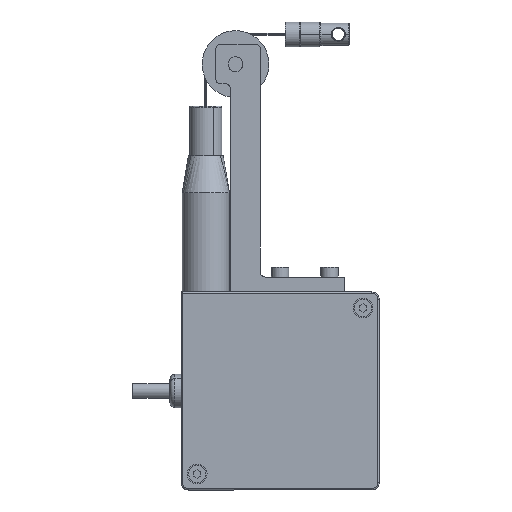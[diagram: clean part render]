
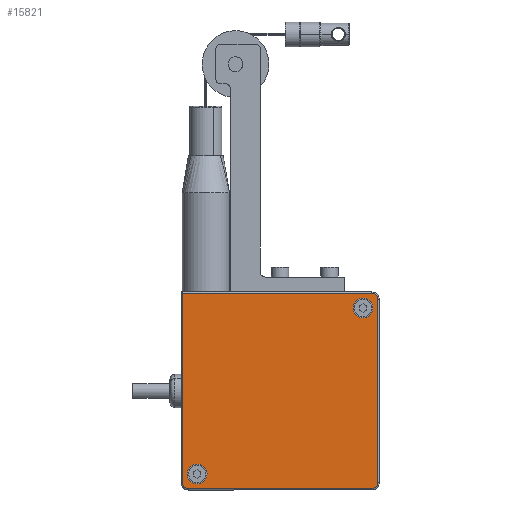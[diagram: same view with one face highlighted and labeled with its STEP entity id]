
A CAD part, front view. The second image highlights one B-rep face of the part: STEP entity #15821.
In plain terms, the highlighted planar face has unit normal (0, -1, 0).
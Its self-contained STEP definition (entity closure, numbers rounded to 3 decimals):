
#15334=CARTESIAN_POINT('Axis2P3D Location',(-33.5,-14.,33.5)) ;
#15338=CARTESIAN_POINT('Vertex',(-29.99,-14.,31.582)) ;
#15340=CARTESIAN_POINT('Vertex',(-37.01,-14.,35.418)) ;
#15360=CARTESIAN_POINT('Axis2P3D Location',(-33.5,-14.,33.5)) ;
#15414=CARTESIAN_POINT('Axis2P3D Location',(33.5,-14.,-33.5)) ;
#15418=CARTESIAN_POINT('Vertex',(29.99,-14.,-31.582)) ;
#15420=CARTESIAN_POINT('Vertex',(37.01,-14.,-35.418)) ;
#15440=CARTESIAN_POINT('Axis2P3D Location',(33.5,-14.,-33.5)) ;
#15750=CARTESIAN_POINT('Axis2P3D Location',(0.,-14.,0.)) ;
#15755=CARTESIAN_POINT('Line Origine',(1.25,-14.,39.5)) ;
#15759=CARTESIAN_POINT('Vertex',(-37.,-14.,39.5)) ;
#15761=CARTESIAN_POINT('Vertex',(39.5,-14.,39.5)) ;
#15764=CARTESIAN_POINT('Axis2P3D Location',(-37.,-14.,37.)) ;
#15768=CARTESIAN_POINT('Vertex',(-39.5,-14.,37.)) ;
#15771=CARTESIAN_POINT('Line Origine',(-39.5,-14.,0.)) ;
#15775=CARTESIAN_POINT('Vertex',(-39.5,-14.,-37.)) ;
#15778=CARTESIAN_POINT('Axis2P3D Location',(-37.,-14.,-37.)) ;
#15782=CARTESIAN_POINT('Vertex',(-37.,-14.,-39.5)) ;
#15785=CARTESIAN_POINT('Line Origine',(0.,-14.,-39.5)) ;
#15789=CARTESIAN_POINT('Vertex',(37.,-14.,-39.5)) ;
#15792=CARTESIAN_POINT('Axis2P3D Location',(37.,-14.,-37.)) ;
#15796=CARTESIAN_POINT('Vertex',(39.5,-14.,-37.)) ;
#15799=CARTESIAN_POINT('Line Origine',(39.5,-14.,1.25)) ;
#15335=DIRECTION('Axis2P3D Direction',(-0.,1.,0.)) ;
#15361=DIRECTION('Axis2P3D Direction',(-0.,1.,0.)) ;
#15415=DIRECTION('Axis2P3D Direction',(-0.,1.,0.)) ;
#15441=DIRECTION('Axis2P3D Direction',(-0.,1.,0.)) ;
#15751=DIRECTION('Axis2P3D Direction',(0.,1.,0.)) ;
#15752=DIRECTION('Axis2P3D XDirection',(0.,0.,1.)) ;
#15756=DIRECTION('Vector Direction',(-1.,0.,0.)) ;
#15765=DIRECTION('Axis2P3D Direction',(0.,1.,0.)) ;
#15772=DIRECTION('Vector Direction',(0.,0.,-1.)) ;
#15779=DIRECTION('Axis2P3D Direction',(0.,1.,0.)) ;
#15786=DIRECTION('Vector Direction',(1.,0.,0.)) ;
#15793=DIRECTION('Axis2P3D Direction',(0.,1.,0.)) ;
#15800=DIRECTION('Vector Direction',(0.,0.,1.)) ;
#15336=AXIS2_PLACEMENT_3D('Circle Axis2P3D',#15334,#15335,$) ;
#15362=AXIS2_PLACEMENT_3D('Circle Axis2P3D',#15360,#15361,$) ;
#15416=AXIS2_PLACEMENT_3D('Circle Axis2P3D',#15414,#15415,$) ;
#15442=AXIS2_PLACEMENT_3D('Circle Axis2P3D',#15440,#15441,$) ;
#15753=AXIS2_PLACEMENT_3D('Plane Axis2P3D',#15750,#15751,#15752) ;
#15766=AXIS2_PLACEMENT_3D('Circle Axis2P3D',#15764,#15765,$) ;
#15780=AXIS2_PLACEMENT_3D('Circle Axis2P3D',#15778,#15779,$) ;
#15794=AXIS2_PLACEMENT_3D('Circle Axis2P3D',#15792,#15793,$) ;
#15805=ORIENTED_EDGE('',*,*,#15763,.F.) ;
#15806=ORIENTED_EDGE('',*,*,#15770,.F.) ;
#15807=ORIENTED_EDGE('',*,*,#15777,.F.) ;
#15808=ORIENTED_EDGE('',*,*,#15784,.F.) ;
#15809=ORIENTED_EDGE('',*,*,#15791,.F.) ;
#15810=ORIENTED_EDGE('',*,*,#15798,.F.) ;
#15811=ORIENTED_EDGE('',*,*,#15803,.F.) ;
#15814=ORIENTED_EDGE('',*,*,#15444,.T.) ;
#15815=ORIENTED_EDGE('',*,*,#15422,.T.) ;
#15818=ORIENTED_EDGE('',*,*,#15364,.T.) ;
#15819=ORIENTED_EDGE('',*,*,#15342,.T.) ;
#15816=FACE_BOUND('',#15813,.T.) ;
#15820=FACE_BOUND('',#15817,.T.) ;
#15757=VECTOR('Line Direction',#15756,1.) ;
#15773=VECTOR('Line Direction',#15772,1.) ;
#15787=VECTOR('Line Direction',#15786,1.) ;
#15801=VECTOR('Line Direction',#15800,1.) ;
#15821=ADVANCED_FACE('\X2\96F64EF651E04F554F53\X0\',(#15812,#15816,#15820),#15754,.F.) ;
#15337=CIRCLE('generated circle',#15336,4.) ;
#15363=CIRCLE('generated circle',#15362,4.) ;
#15417=CIRCLE('generated circle',#15416,4.) ;
#15443=CIRCLE('generated circle',#15442,4.) ;
#15767=CIRCLE('generated circle',#15766,2.5) ;
#15781=CIRCLE('generated circle',#15780,2.5) ;
#15795=CIRCLE('generated circle',#15794,2.5) ;
#15342=EDGE_CURVE('',#15339,#15341,#15337,.T.) ;
#15364=EDGE_CURVE('',#15341,#15339,#15363,.T.) ;
#15422=EDGE_CURVE('',#15419,#15421,#15417,.T.) ;
#15444=EDGE_CURVE('',#15421,#15419,#15443,.T.) ;
#15763=EDGE_CURVE('',#15760,#15762,#15758,.F.) ;
#15770=EDGE_CURVE('',#15769,#15760,#15767,.T.) ;
#15777=EDGE_CURVE('',#15776,#15769,#15774,.F.) ;
#15784=EDGE_CURVE('',#15783,#15776,#15781,.T.) ;
#15791=EDGE_CURVE('',#15790,#15783,#15788,.F.) ;
#15798=EDGE_CURVE('',#15797,#15790,#15795,.T.) ;
#15803=EDGE_CURVE('',#15762,#15797,#15802,.F.) ;
#15804=EDGE_LOOP('',(#15805,#15806,#15807,#15808,#15809,#15810,#15811)) ;
#15813=EDGE_LOOP('',(#15814,#15815)) ;
#15817=EDGE_LOOP('',(#15818,#15819)) ;
#15812=FACE_OUTER_BOUND('',#15804,.T.) ;
#15758=LINE('Line',#15755,#15757) ;
#15774=LINE('Line',#15771,#15773) ;
#15788=LINE('Line',#15785,#15787) ;
#15802=LINE('Line',#15799,#15801) ;
#15754=PLANE('',#15753) ;
#15339=VERTEX_POINT('',#15338) ;
#15341=VERTEX_POINT('',#15340) ;
#15419=VERTEX_POINT('',#15418) ;
#15421=VERTEX_POINT('',#15420) ;
#15760=VERTEX_POINT('',#15759) ;
#15762=VERTEX_POINT('',#15761) ;
#15769=VERTEX_POINT('',#15768) ;
#15776=VERTEX_POINT('',#15775) ;
#15783=VERTEX_POINT('',#15782) ;
#15790=VERTEX_POINT('',#15789) ;
#15797=VERTEX_POINT('',#15796) ;
